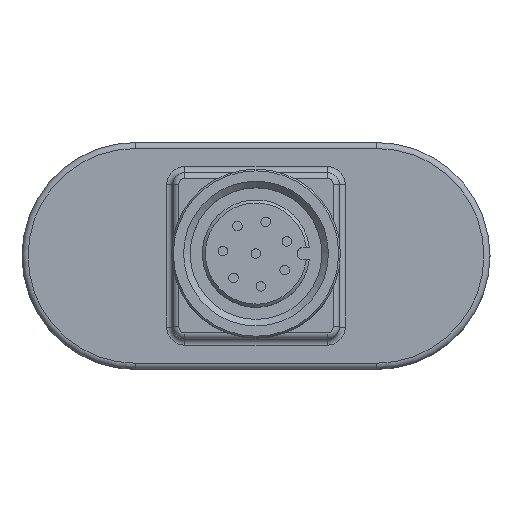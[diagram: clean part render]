
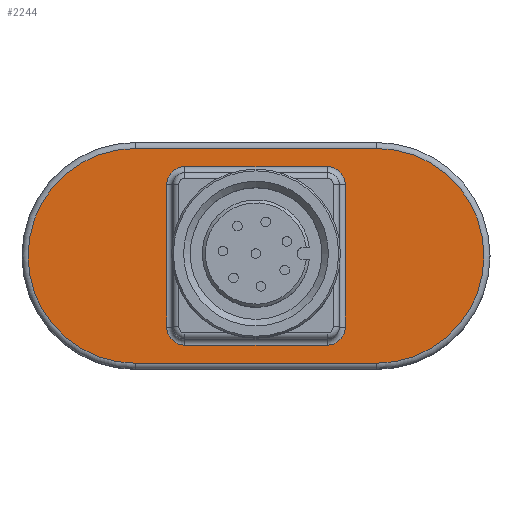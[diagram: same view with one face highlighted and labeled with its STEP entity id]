
A CAD part, top view. The second image highlights one B-rep face of the part: STEP entity #2244.
In plain terms, the highlighted planar face has unit normal (0, 0, 1).
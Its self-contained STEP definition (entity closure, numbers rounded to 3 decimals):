
#102=LINE('',#4426,#209);
#106=LINE('',#4442,#213);
#115=LINE('',#4473,#222);
#116=LINE('',#4478,#223);
#118=LINE('',#4487,#225);
#120=LINE('',#4499,#227);
#209=VECTOR('',#3597,1000.);
#213=VECTOR('',#3615,1000.);
#222=VECTOR('',#3648,1000.);
#223=VECTOR('',#3653,1000.);
#225=VECTOR('',#3661,1000.);
#227=VECTOR('',#3677,1000.);
#303=PLANE('',#3205);
#404=CIRCLE('',#3206,1.5);
#405=CIRCLE('',#3207,1.5);
#406=CIRCLE('',#3208,1.5);
#407=CIRCLE('',#3209,1.5);
#408=CIRCLE('',#3210,8.9);
#409=CIRCLE('',#3211,8.9);
#639=ORIENTED_EDGE('',*,*,#1165,.F.);
#640=ORIENTED_EDGE('',*,*,#1198,.T.);
#641=ORIENTED_EDGE('',*,*,#1189,.F.);
#642=ORIENTED_EDGE('',*,*,#1199,.T.);
#643=ORIENTED_EDGE('',*,*,#1191,.T.);
#644=ORIENTED_EDGE('',*,*,#1200,.F.);
#645=ORIENTED_EDGE('',*,*,#1173,.T.);
#646=ORIENTED_EDGE('',*,*,#1201,.F.);
#647=ORIENTED_EDGE('',*,*,#1195,.T.);
#648=ORIENTED_EDGE('',*,*,#1202,.F.);
#649=ORIENTED_EDGE('',*,*,#1203,.F.);
#650=ORIENTED_EDGE('',*,*,#1204,.T.);
#1165=EDGE_CURVE('',#1445,#1446,#102,.T.);
#1173=EDGE_CURVE('',#1451,#1449,#106,.T.);
#1189=EDGE_CURVE('',#1460,#1459,#115,.T.);
#1191=EDGE_CURVE('',#1463,#1461,#116,.T.);
#1195=EDGE_CURVE('',#1467,#1466,#118,.T.);
#1198=EDGE_CURVE('',#1445,#1459,#404,.T.);
#1199=EDGE_CURVE('',#1460,#1463,#405,.T.);
#1200=EDGE_CURVE('',#1451,#1461,#406,.T.);
#1201=EDGE_CURVE('',#1446,#1449,#407,.T.);
#1202=EDGE_CURVE('',#1469,#1466,#408,.T.);
#1203=EDGE_CURVE('',#1470,#1469,#120,.T.);
#1204=EDGE_CURVE('',#1470,#1467,#409,.T.);
#1445=VERTEX_POINT('',#4425);
#1446=VERTEX_POINT('',#4427);
#1449=VERTEX_POINT('',#4440);
#1451=VERTEX_POINT('',#4443);
#1459=VERTEX_POINT('',#4470);
#1460=VERTEX_POINT('',#4472);
#1461=VERTEX_POINT('',#4476);
#1463=VERTEX_POINT('',#4479);
#1466=VERTEX_POINT('',#4486);
#1467=VERTEX_POINT('',#4488);
#1469=VERTEX_POINT('',#4498);
#1470=VERTEX_POINT('',#4500);
#1650=EDGE_LOOP('',(#639,#640,#641,#642,#643,#644,#645,#646));
#1651=EDGE_LOOP('',(#647,#648,#649,#650));
#1916=FACE_BOUND('',#1650,.T.);
#1917=FACE_BOUND('',#1651,.T.);
#2244=ADVANCED_FACE('',(#1916,#1917),#303,.F.);
#3205=AXIS2_PLACEMENT_3D('',#4492,#3665,#3666);
#3206=AXIS2_PLACEMENT_3D('',#4493,#3667,#3668);
#3207=AXIS2_PLACEMENT_3D('',#4494,#3669,#3670);
#3208=AXIS2_PLACEMENT_3D('',#4495,#3671,#3672);
#3209=AXIS2_PLACEMENT_3D('',#4496,#3673,#3674);
#3210=AXIS2_PLACEMENT_3D('',#4497,#3675,#3676);
#3211=AXIS2_PLACEMENT_3D('',#4501,#3678,#3679);
#3597=DIRECTION('',(0.,-1.,0.));
#3615=DIRECTION('',(-1.,0.,0.));
#3648=DIRECTION('',(-1.,0.,0.));
#3653=DIRECTION('',(0.,-1.,0.));
#3661=DIRECTION('',(-1.,0.,0.));
#3665=DIRECTION('',(0.,0.,-1.));
#3666=DIRECTION('',(-1.,0.,0.));
#3667=DIRECTION('',(0.,0.,-1.));
#3668=DIRECTION('',(-1.,0.,0.));
#3669=DIRECTION('',(0.,0.,-1.));
#3670=DIRECTION('',(-1.,0.,0.));
#3671=DIRECTION('',(0.,0.,1.));
#3672=DIRECTION('',(1.,0.,0.));
#3673=DIRECTION('',(0.,0.,1.));
#3674=DIRECTION('',(1.,0.,0.));
#3675=DIRECTION('',(0.,0.,-1.));
#3676=DIRECTION('',(-1.,0.,0.));
#3677=DIRECTION('',(-1.,0.,0.));
#3678=DIRECTION('',(0.,0.,1.));
#3679=DIRECTION('',(1.,0.,0.));
#4425=CARTESIAN_POINT('',(-7.4,5.9,0.));
#4426=CARTESIAN_POINT('',(-7.4,8.,0.));
#4427=CARTESIAN_POINT('',(-7.4,-5.9,0.));
#4440=CARTESIAN_POINT('',(-5.9,-7.4,0.));
#4442=CARTESIAN_POINT('',(8.,-7.4,0.));
#4443=CARTESIAN_POINT('',(5.9,-7.4,0.));
#4470=CARTESIAN_POINT('',(-5.9,7.4,0.));
#4472=CARTESIAN_POINT('',(5.9,7.4,0.));
#4473=CARTESIAN_POINT('',(8.,7.4,0.));
#4476=CARTESIAN_POINT('',(7.4,-5.9,0.));
#4478=CARTESIAN_POINT('',(7.4,8.,0.));
#4479=CARTESIAN_POINT('',(7.4,5.9,0.));
#4486=CARTESIAN_POINT('',(-10.,8.9,0.));
#4487=CARTESIAN_POINT('',(10.,8.9,0.));
#4488=CARTESIAN_POINT('',(10.,8.9,0.));
#4492=CARTESIAN_POINT('',(10.,8.9,0.));
#4493=CARTESIAN_POINT('',(-5.9,5.9,0.));
#4494=CARTESIAN_POINT('',(5.9,5.9,0.));
#4495=CARTESIAN_POINT('',(5.9,-5.9,0.));
#4496=CARTESIAN_POINT('',(-5.9,-5.9,0.));
#4497=CARTESIAN_POINT('',(-10.,0.,0.));
#4498=CARTESIAN_POINT('',(-10.,-8.9,0.));
#4499=CARTESIAN_POINT('',(10.,-8.9,0.));
#4500=CARTESIAN_POINT('',(10.,-8.9,0.));
#4501=CARTESIAN_POINT('',(10.,0.,0.));
